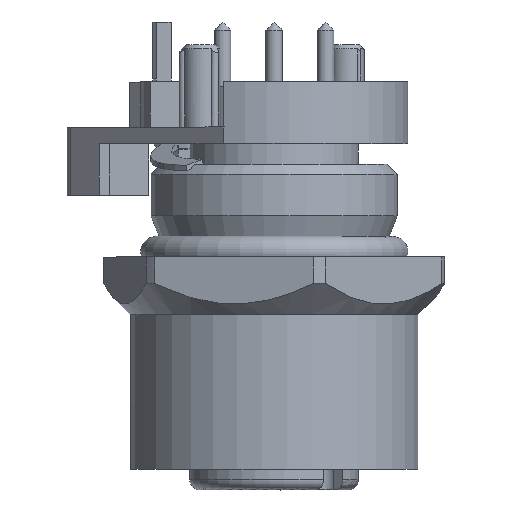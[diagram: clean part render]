
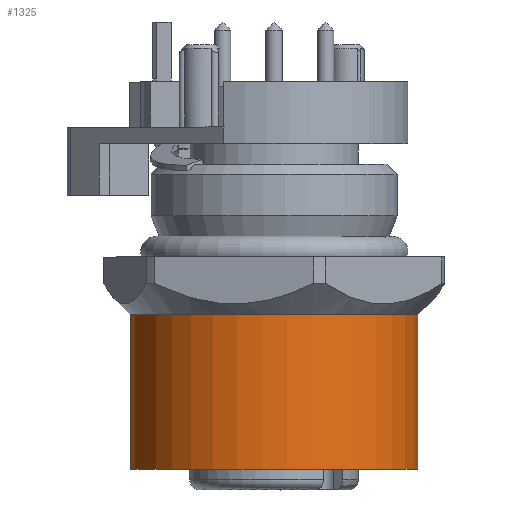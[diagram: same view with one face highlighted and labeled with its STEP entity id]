
A CAD part, top view. The second image highlights one B-rep face of the part: STEP entity #1325.
In plain terms, the highlighted cylindrical face has radius 7 mm (diameter 14 mm), a full revolution.
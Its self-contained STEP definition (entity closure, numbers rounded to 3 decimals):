
#997=CARTESIAN_POINT('',(-1.812,18.2,-6.762));
#998=VERTEX_POINT('',#997);
#999=CARTESIAN_POINT('',(0.,18.2,0.));
#1000=DIRECTION('',(0.,-1.0,0.));
#1001=DIRECTION('',(-0.259,0.,-0.966));
#1002=AXIS2_PLACEMENT_3D('',#999,#1000,#1001);
#1003=CIRCLE('',#1002,7.);
#1004=EDGE_CURVE('',#998,#998,#1003,.T.);
#1306=CARTESIAN_POINT('',(0.,14.45,0.));
#1307=DIRECTION('',(0.,-1.,0.));
#1308=DIRECTION('',(-0.259,0.,-0.966));
#1309=AXIS2_PLACEMENT_3D('',#1306,#1307,#1308);
#1310=CYLINDRICAL_SURFACE('',#1309,7.);
#1311=CARTESIAN_POINT('',(-1.812,10.7,-6.762));
#1312=VERTEX_POINT('',#1311);
#1313=CARTESIAN_POINT('',(0.,10.7,0.));
#1314=DIRECTION('',(0.,-1.,0.));
#1315=DIRECTION('',(-0.259,0.,-0.966));
#1316=AXIS2_PLACEMENT_3D('',#1313,#1314,#1315);
#1317=CIRCLE('',#1316,7.);
#1318=EDGE_CURVE('',#1312,#1312,#1317,.T.);
#1319=ORIENTED_EDGE('',*,*,#1318,.F.);
#1320=EDGE_LOOP('',(#1319));
#1321=FACE_OUTER_BOUND('',#1320,.T.);
#1322=ORIENTED_EDGE('',*,*,#1004,.T.);
#1323=EDGE_LOOP('',(#1322));
#1324=FACE_BOUND('',#1323,.T.);
#1325=ADVANCED_FACE('',(#1321,#1324),#1310,.T.);
